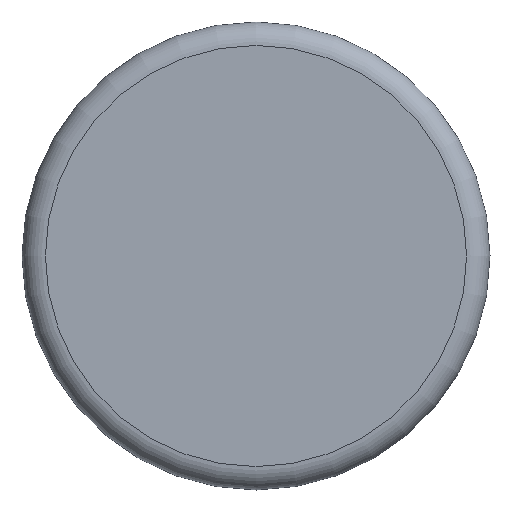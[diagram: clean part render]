
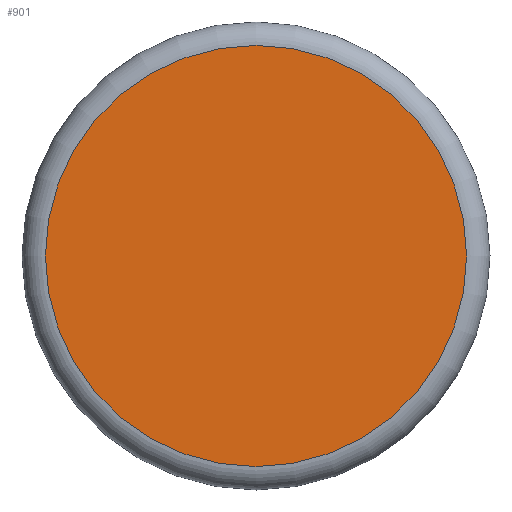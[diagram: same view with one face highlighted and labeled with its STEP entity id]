
A CAD part, front view. The second image highlights one B-rep face of the part: STEP entity #901.
In plain terms, the highlighted planar face has unit normal (0, -1, 0).
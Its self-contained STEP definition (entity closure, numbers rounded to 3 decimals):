
#279=FACE_OUTER_BOUND('',#335,.T.);
#335=EDGE_LOOP('',(#785));
#391=CIRCLE('',#990,1.8);
#471=VERTEX_POINT('',#1548);
#587=EDGE_CURVE('',#471,#471,#391,.T.);
#785=ORIENTED_EDGE('',*,*,#587,.F.);
#854=PLANE('',#992);
#901=ADVANCED_FACE('',(#279),#854,.F.);
#990=AXIS2_PLACEMENT_3D('',#1549,#1232,#1233);
#992=AXIS2_PLACEMENT_3D('',#1552,#1236,#1237);
#1232=DIRECTION('center_axis',(0.,1.,0.));
#1233=DIRECTION('ref_axis',(-1.,0.,0.));
#1236=DIRECTION('center_axis',(0.,1.,0.));
#1237=DIRECTION('ref_axis',(0.,0.,1.));
#1548=CARTESIAN_POINT('',(1.8,-0.925,0.));
#1549=CARTESIAN_POINT('Origin',(0.,-0.925,0.));
#1552=CARTESIAN_POINT('Origin',(0.,-0.925,0.));
